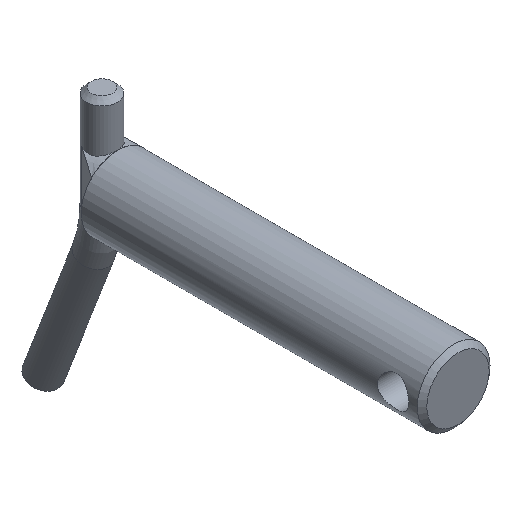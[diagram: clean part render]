
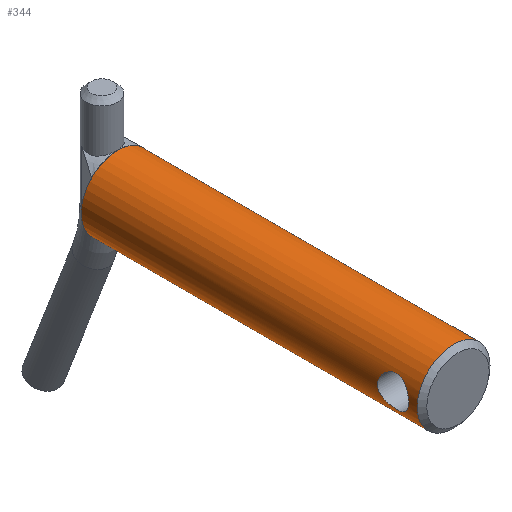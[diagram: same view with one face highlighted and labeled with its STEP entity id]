
A CAD part, isometric view. The second image highlights one B-rep face of the part: STEP entity #344.
In plain terms, the highlighted cylindrical face has radius 14 mm (diameter 28 mm), a full revolution.
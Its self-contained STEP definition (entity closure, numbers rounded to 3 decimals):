
#24=FACE_BOUND('',#94,.T.);
#44=CYLINDRICAL_SURFACE('',#437,14.);
#54=B_SPLINE_CURVE_WITH_KNOTS('',3,(#6160,#6161,#6162,#6163,#6164,#6165,
#6166,#6167,#6168,#6169,#6170,#6171,#6172,#6173,#6174,#6175,#6176,#6177,
#6178),.UNSPECIFIED.,.F.,.F.,(4,2,2,2,3,2,2,2,4),(2.751,2.98,
3.21,3.439,3.668,3.898,4.127,
4.356,4.586),.UNSPECIFIED.);
#55=B_SPLINE_CURVE_WITH_KNOTS('',3,(#6180,#6181,#6182,#6183,#6184,#6185,
#6186,#6187,#6188,#6189,#6190,#6191,#6192,#6193,#6194,#6195,#6196,#6197),
 .UNSPECIFIED.,.F.,.F.,(4,2,2,2,2,2,2,2,4),(0.917,1.146,
1.375,1.605,1.834,2.064,2.293,
2.522,2.751),.UNSPECIFIED.);
#56=B_SPLINE_CURVE_WITH_KNOTS('',3,(#6200,#6201,#6202,#6203,#6204,#6205,
#6206,#6207,#6208,#6209,#6210,#6211,#6212,#6213,#6214,#6215,#6216,#6217,
#6218,#6219,#6220,#6221,#6222,#6223,#6224,#6225),.UNSPECIFIED.,.F.,.F.,
(4,2,2,2,2,2,2,2,2,2,2,2,4),(0.,0.229,0.459,0.688,
0.917,1.146,1.375,1.605,1.834,
2.064,2.293,2.522,2.751),
 .UNSPECIFIED.);
#57=B_SPLINE_CURVE_WITH_KNOTS('',3,(#6226,#6227,#6228,#6229,#6230,#6231,
#6232,#6233,#6234,#6235),.UNSPECIFIED.,.F.,.F.,(4,2,2,2,4),(2.751,
2.98,3.21,3.439,3.668),
 .UNSPECIFIED.);
#71=FACE_OUTER_BOUND('',#93,.T.);
#93=EDGE_LOOP('',(#274,#275,#276,#277,#278,#279,#280,#281,#282));
#94=EDGE_LOOP('',(#283,#284));
#107=CIRCLE('',#434,14.);
#108=CIRCLE('',#435,14.);
#110=CIRCLE('',#438,14.);
#133=LINE('',#6158,#151);
#134=LINE('',#6179,#152);
#151=VECTOR('',#513,14.);
#152=VECTOR('',#514,14.);
#170=VERTEX_POINT('',#6147);
#171=VERTEX_POINT('',#6148);
#173=VERTEX_POINT('',#6155);
#174=VERTEX_POINT('',#6157);
#175=VERTEX_POINT('',#6159);
#176=VERTEX_POINT('',#6198);
#177=VERTEX_POINT('',#6199);
#206=EDGE_CURVE('',#170,#171,#107,.T.);
#207=EDGE_CURVE('',#171,#170,#108,.T.);
#210=EDGE_CURVE('',#173,#173,#110,.T.);
#211=EDGE_CURVE('',#173,#174,#133,.T.);
#212=EDGE_CURVE('',#174,#175,#54,.T.);
#213=EDGE_CURVE('',#175,#171,#134,.T.);
#214=EDGE_CURVE('',#175,#174,#55,.T.);
#215=EDGE_CURVE('',#176,#177,#56,.T.);
#216=EDGE_CURVE('',#177,#176,#57,.T.);
#274=ORIENTED_EDGE('',*,*,#210,.F.);
#275=ORIENTED_EDGE('',*,*,#211,.T.);
#276=ORIENTED_EDGE('',*,*,#212,.T.);
#277=ORIENTED_EDGE('',*,*,#213,.T.);
#278=ORIENTED_EDGE('',*,*,#206,.F.);
#279=ORIENTED_EDGE('',*,*,#207,.F.);
#280=ORIENTED_EDGE('',*,*,#213,.F.);
#281=ORIENTED_EDGE('',*,*,#214,.T.);
#282=ORIENTED_EDGE('',*,*,#211,.F.);
#283=ORIENTED_EDGE('',*,*,#215,.T.);
#284=ORIENTED_EDGE('',*,*,#216,.T.);
#344=ADVANCED_FACE('',(#71,#24),#44,.T.);
#434=AXIS2_PLACEMENT_3D('',#6149,#502,#503);
#435=AXIS2_PLACEMENT_3D('',#6150,#504,#505);
#437=AXIS2_PLACEMENT_3D('',#6154,#509,#510);
#438=AXIS2_PLACEMENT_3D('',#6156,#511,#512);
#502=DIRECTION('center_axis',(0.,-1.,0.));
#503=DIRECTION('ref_axis',(1.,0.,0.));
#504=DIRECTION('center_axis',(0.,-1.,0.));
#505=DIRECTION('ref_axis',(1.,0.,0.));
#509=DIRECTION('center_axis',(0.,1.,0.));
#510=DIRECTION('ref_axis',(-1.,0.,0.));
#511=DIRECTION('center_axis',(0.,1.,0.));
#512=DIRECTION('ref_axis',(-1.,0.,0.));
#513=DIRECTION('',(0.,-1.,0.));
#514=DIRECTION('',(0.,-1.,0.));
#6147=CARTESIAN_POINT('',(-14.,1.678,0.));
#6148=CARTESIAN_POINT('',(14.,1.678,0.));
#6149=CARTESIAN_POINT('Origin',(0.,1.678,0.));
#6150=CARTESIAN_POINT('Origin',(0.,1.678,0.));
#6154=CARTESIAN_POINT('Origin',(0.,0.,0.));
#6155=CARTESIAN_POINT('',(14.,131.,0.));
#6156=CARTESIAN_POINT('Origin',(0.,131.,0.));
#6157=CARTESIAN_POINT('',(14.,17.,0.));
#6158=CARTESIAN_POINT('',(14.,0.,0.));
#6159=CARTESIAN_POINT('',(14.,5.,0.));
#6160=CARTESIAN_POINT('Ctrl Pts',(14.,17.,0.));
#6161=CARTESIAN_POINT('Ctrl Pts',(14.,17.,-0.764));
#6162=CARTESIAN_POINT('Ctrl Pts',(13.932,16.845,-1.572));
#6163=CARTESIAN_POINT('Ctrl Pts',(13.685,16.23,-3.048));
#6164=CARTESIAN_POINT('Ctrl Pts',(13.509,15.77,-3.716));
#6165=CARTESIAN_POINT('Ctrl Pts',(13.174,14.715,-4.77));
#6166=CARTESIAN_POINT('Ctrl Pts',(12.991,14.047,-5.23));
#6167=CARTESIAN_POINT('Ctrl Pts',(12.726,12.572,-5.845));
#6168=CARTESIAN_POINT('Ctrl Pts',(12.649,11.765,-6.));
#6169=CARTESIAN_POINT('Ctrl Pts',(12.649,11.,-6.));
#6170=CARTESIAN_POINT('Ctrl Pts',(12.649,10.235,-6.));
#6171=CARTESIAN_POINT('Ctrl Pts',(12.726,9.428,-5.845));
#6172=CARTESIAN_POINT('Ctrl Pts',(12.991,7.953,-5.23));
#6173=CARTESIAN_POINT('Ctrl Pts',(13.174,7.285,-4.77));
#6174=CARTESIAN_POINT('Ctrl Pts',(13.509,6.23,-3.716));
#6175=CARTESIAN_POINT('Ctrl Pts',(13.685,5.77,-3.048));
#6176=CARTESIAN_POINT('Ctrl Pts',(13.932,5.155,-1.572));
#6177=CARTESIAN_POINT('Ctrl Pts',(14.,5.,-0.764));
#6178=CARTESIAN_POINT('Ctrl Pts',(14.,5.,0.));
#6179=CARTESIAN_POINT('',(14.,0.,0.));
#6180=CARTESIAN_POINT('Ctrl Pts',(14.,5.,0.));
#6181=CARTESIAN_POINT('Ctrl Pts',(14.,5.,0.764));
#6182=CARTESIAN_POINT('Ctrl Pts',(13.932,5.155,1.572));
#6183=CARTESIAN_POINT('Ctrl Pts',(13.685,5.77,3.048));
#6184=CARTESIAN_POINT('Ctrl Pts',(13.509,6.23,3.716));
#6185=CARTESIAN_POINT('Ctrl Pts',(13.174,7.285,4.77));
#6186=CARTESIAN_POINT('Ctrl Pts',(12.991,7.953,5.23));
#6187=CARTESIAN_POINT('Ctrl Pts',(12.726,9.428,5.845));
#6188=CARTESIAN_POINT('Ctrl Pts',(12.649,10.235,6.));
#6189=CARTESIAN_POINT('Ctrl Pts',(12.649,11.765,6.));
#6190=CARTESIAN_POINT('Ctrl Pts',(12.726,12.572,5.845));
#6191=CARTESIAN_POINT('Ctrl Pts',(12.991,14.047,5.23));
#6192=CARTESIAN_POINT('Ctrl Pts',(13.174,14.715,4.77));
#6193=CARTESIAN_POINT('Ctrl Pts',(13.509,15.77,3.716));
#6194=CARTESIAN_POINT('Ctrl Pts',(13.685,16.23,3.048));
#6195=CARTESIAN_POINT('Ctrl Pts',(13.932,16.845,1.572));
#6196=CARTESIAN_POINT('Ctrl Pts',(14.,17.,0.764));
#6197=CARTESIAN_POINT('Ctrl Pts',(14.,17.,0.));
#6198=CARTESIAN_POINT('',(-12.649,11.,-6.));
#6199=CARTESIAN_POINT('',(-14.,5.,0.));
#6200=CARTESIAN_POINT('Ctrl Pts',(-12.649,11.,-6.));
#6201=CARTESIAN_POINT('Ctrl Pts',(-12.649,11.765,-6.));
#6202=CARTESIAN_POINT('Ctrl Pts',(-12.726,12.572,-5.845));
#6203=CARTESIAN_POINT('Ctrl Pts',(-12.991,14.047,-5.23));
#6204=CARTESIAN_POINT('Ctrl Pts',(-13.174,14.715,-4.77));
#6205=CARTESIAN_POINT('Ctrl Pts',(-13.509,15.77,-3.716));
#6206=CARTESIAN_POINT('Ctrl Pts',(-13.685,16.23,-3.048));
#6207=CARTESIAN_POINT('Ctrl Pts',(-13.932,16.845,-1.572));
#6208=CARTESIAN_POINT('Ctrl Pts',(-14.,17.,-0.764));
#6209=CARTESIAN_POINT('Ctrl Pts',(-14.,17.,0.764));
#6210=CARTESIAN_POINT('Ctrl Pts',(-13.932,16.845,1.572));
#6211=CARTESIAN_POINT('Ctrl Pts',(-13.685,16.23,3.048));
#6212=CARTESIAN_POINT('Ctrl Pts',(-13.509,15.77,3.716));
#6213=CARTESIAN_POINT('Ctrl Pts',(-13.174,14.715,4.77));
#6214=CARTESIAN_POINT('Ctrl Pts',(-12.991,14.047,5.23));
#6215=CARTESIAN_POINT('Ctrl Pts',(-12.726,12.572,5.845));
#6216=CARTESIAN_POINT('Ctrl Pts',(-12.649,11.765,6.));
#6217=CARTESIAN_POINT('Ctrl Pts',(-12.649,10.235,6.));
#6218=CARTESIAN_POINT('Ctrl Pts',(-12.726,9.428,5.845));
#6219=CARTESIAN_POINT('Ctrl Pts',(-12.991,7.953,5.23));
#6220=CARTESIAN_POINT('Ctrl Pts',(-13.174,7.285,4.77));
#6221=CARTESIAN_POINT('Ctrl Pts',(-13.509,6.23,3.716));
#6222=CARTESIAN_POINT('Ctrl Pts',(-13.685,5.77,3.048));
#6223=CARTESIAN_POINT('Ctrl Pts',(-13.932,5.155,1.572));
#6224=CARTESIAN_POINT('Ctrl Pts',(-14.,5.,0.764));
#6225=CARTESIAN_POINT('Ctrl Pts',(-14.,5.,0.));
#6226=CARTESIAN_POINT('Ctrl Pts',(-14.,5.,0.));
#6227=CARTESIAN_POINT('Ctrl Pts',(-14.,5.,-0.764));
#6228=CARTESIAN_POINT('Ctrl Pts',(-13.932,5.155,-1.572));
#6229=CARTESIAN_POINT('Ctrl Pts',(-13.685,5.77,-3.048));
#6230=CARTESIAN_POINT('Ctrl Pts',(-13.509,6.23,-3.716));
#6231=CARTESIAN_POINT('Ctrl Pts',(-13.174,7.285,-4.77));
#6232=CARTESIAN_POINT('Ctrl Pts',(-12.991,7.953,-5.23));
#6233=CARTESIAN_POINT('Ctrl Pts',(-12.726,9.428,-5.845));
#6234=CARTESIAN_POINT('Ctrl Pts',(-12.649,10.235,-6.));
#6235=CARTESIAN_POINT('Ctrl Pts',(-12.649,11.,-6.));
